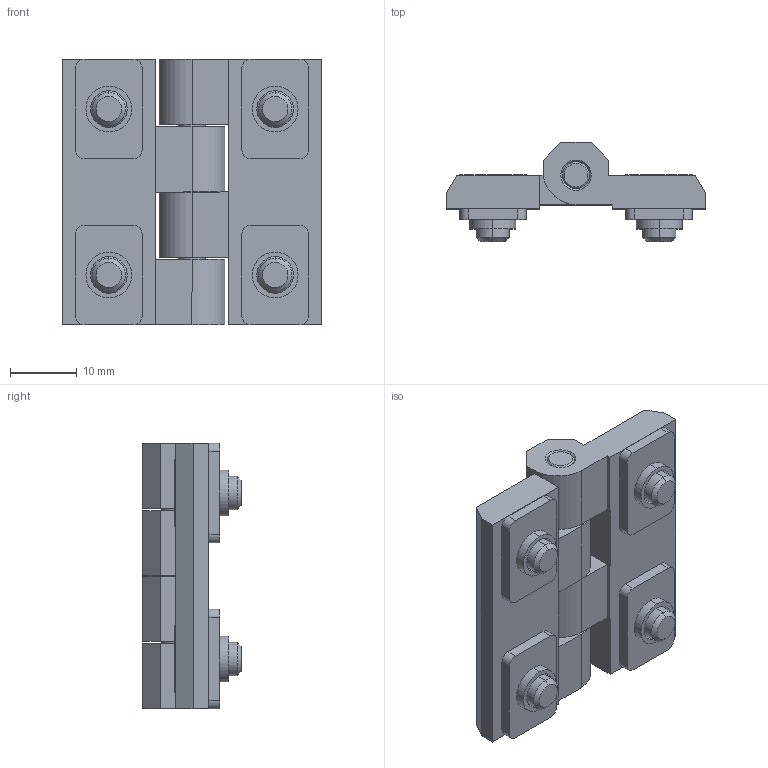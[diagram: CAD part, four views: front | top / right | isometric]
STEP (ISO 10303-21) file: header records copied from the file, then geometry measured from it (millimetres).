
FILE_DESCRIPTION (( 'STEP AP214' ), '1' );
FILE_NAME ('6609-E0W.STEP', '2018-04-11T15:02:37', ( '' ), ( '' ), 'SwSTEP 2.0', 'SolidWorks 2016', '' );
FILE_SCHEMA (( 'AUTOMOTIVE_DESIGN' ));
Length unit declared in the file: millimetre
Products named in the file (1): 6609-E0W
Bounding box: 38.86 x 14.83 x 39.94 mm (x, y, z)
Volume: 9858.7 mm3; surface area: 8772.4 mm2
Topology: 11 solids, 11 shells, 266 faces, 600 edges, 364 vertices
Faces by surface type: plane 116, cone 80, cylinder 70
Entity records: 10562 total; most frequent: CARTESIAN_POINT 1419, DIRECTION 1318, ORIENTED_EDGE 1200, EDGE_CURVE 600, AXIS2_PLACEMENT_3D 479, VERTEX_POINT 364, VECTOR 360, LINE 360
